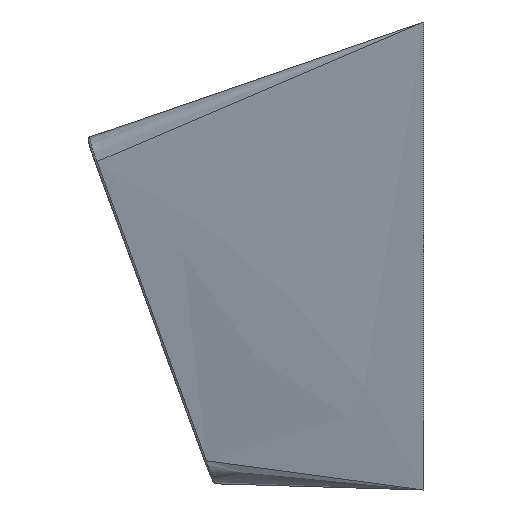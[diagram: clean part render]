
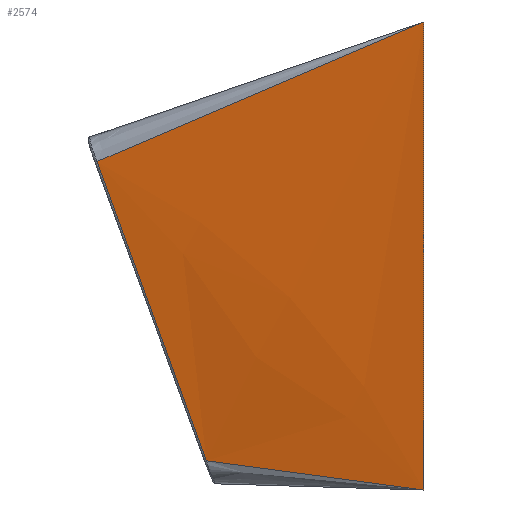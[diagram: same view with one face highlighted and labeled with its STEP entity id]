
A CAD part, left-side view. The second image highlights one B-rep face of the part: STEP entity #2574.
In plain terms, the highlighted free-form (B-spline) face has degree [3, 1] with [6, 2] control points.
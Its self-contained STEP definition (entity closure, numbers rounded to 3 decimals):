
#5 = VERTEX_POINT ( 'NONE', #861 ) ;
#118 = CARTESIAN_POINT ( 'NONE',  ( 0.973, 4.77, 15.99 ) ) ;
#233 = CARTESIAN_POINT ( 'NONE',  ( 2.633, 12.574, 12.628 ) ) ;
#280 = CARTESIAN_POINT ( 'NONE',  ( 0., 0., 6. ) ) ;
#301 = CARTESIAN_POINT ( 'NONE',  ( 0., 0., 12. ) ) ;
#360 = EDGE_CURVE ( 'NONE', #2397, #1317, #1255, .T. ) ;
#365 = CARTESIAN_POINT ( 'NONE',  ( 2.626, 8.366, 1.124 ) ) ;
#377 = ORIENTED_EDGE ( 'NONE', *, *, #2030, .T. ) ;
#495 = EDGE_CURVE ( 'NONE', #611, #2397, #987, .T. ) ;
#515 = CARTESIAN_POINT ( 'NONE',  ( 0., 0., 0. ) ) ;
#553 = CARTESIAN_POINT ( 'NONE',  ( 2.65, 8.12, 0.241 ) ) ;
#611 = VERTEX_POINT ( 'NONE', #2423 ) ;
#630 = CARTESIAN_POINT ( 'NONE',  ( 1.842, 5.748, 0.813 ) ) ;
#653 = CARTESIAN_POINT ( 'NONE',  ( 0., 0., 18. ) ) ;
#683 = CARTESIAN_POINT ( 'NONE',  ( 2.627, 9.066, 3.042 ) ) ;
#741 = CARTESIAN_POINT ( 'NONE',  ( 0., 0., 15. ) ) ;
#750 = ORIENTED_EDGE ( 'NONE', *, *, #495, .T. ) ;
#858 = DIRECTION ( 'NONE',  ( 0., 0., -1. ) ) ;
#859 = CARTESIAN_POINT ( 'NONE',  ( 0., 0., 0. ) ) ;
#861 = CARTESIAN_POINT ( 'NONE',  ( 0., 0., 18. ) ) ;
#874 = LINE ( 'NONE', #653, #2322 ) ;
#987 = B_SPLINE_CURVE_WITH_KNOTS ( 'NONE', 3,
 ( #233, #1926, #2160, #2131, #2403, #683, #2623 ),
 .UNSPECIFIED., .F., .F.,
 ( 4, 3, 4 ),
 ( 0., 0.006, 0.012 ),
 .UNSPECIFIED. ) ;
#1223 = CARTESIAN_POINT ( 'NONE',  ( 0., 0., 18. ) ) ;
#1255 = B_SPLINE_CURVE_WITH_KNOTS ( 'NONE', 3,
 ( #365, #630, #3023, #859 ),
 .UNSPECIFIED., .F., .F.,
 ( 4, 4 ),
 ( 0.01, 1. ),
 .UNSPECIFIED. ) ;
#1317 = VERTEX_POINT ( 'NONE', #1693 ) ;
#1341 = ORIENTED_EDGE ( 'NONE', *, *, #2054, .F. ) ;
#1370 = CARTESIAN_POINT ( 'NONE',  ( 1.85, 8.962, 14.198 ) ) ;
#1407 = B_SPLINE_CURVE_WITH_KNOTS ( 'NONE', 3,
 ( #1564, #118, #1370, #2305 ),
 .UNSPECIFIED., .F., .F.,
 ( 4, 4 ),
 ( 0., 0.993 ),
 .UNSPECIFIED. ) ;
#1544 = B_SPLINE_SURFACE_WITH_KNOTS ( 'NONE', 3, 1, ( 
 ( #515, #553 ),
 ( #2206, #2454 ),
 ( #280, #2698 ),
 ( #301, #1993 ),
 ( #741, #2433 ),
 ( #1223, #2911 ) ),
 .UNSPECIFIED., .F., .F., .F.,
 ( 4, 2, 4 ),
 ( 2, 2 ),
 ( 0., 0.5, 1. ),
 ( 0., 1. ),
 .UNSPECIFIED. ) ;
#1564 = CARTESIAN_POINT ( 'NONE',  ( 0., 0., 18. ) ) ;
#1567 = EDGE_LOOP ( 'NONE', ( #377, #750, #1682, #1341 ) ) ;
#1682 = ORIENTED_EDGE ( 'NONE', *, *, #360, .T. ) ;
#1693 = CARTESIAN_POINT ( 'NONE',  ( 0., 0., 0. ) ) ;
#1778 = CARTESIAN_POINT ( 'NONE',  ( 2.626, 8.366, 1.124 ) ) ;
#1926 = CARTESIAN_POINT ( 'NONE',  ( 2.632, 11.872, 10.711 ) ) ;
#1993 = CARTESIAN_POINT ( 'NONE',  ( 2.65, 11.369, 9.097 ) ) ;
#2030 = EDGE_CURVE ( 'NONE', #5, #611, #1407, .T. ) ;
#2054 = EDGE_CURVE ( 'NONE', #5, #1317, #874, .T. ) ;
#2131 = CARTESIAN_POINT ( 'NONE',  ( 2.63, 10.469, 6.876 ) ) ;
#2160 = CARTESIAN_POINT ( 'NONE',  ( 2.631, 11.17, 8.794 ) ) ;
#2206 = CARTESIAN_POINT ( 'NONE',  ( 0., 0., 3. ) ) ;
#2305 = CARTESIAN_POINT ( 'NONE',  ( 2.633, 12.574, 12.628 ) ) ;
#2322 = VECTOR ( 'NONE', #858, 1000. ) ;
#2397 = VERTEX_POINT ( 'NONE', #1778 ) ;
#2403 = CARTESIAN_POINT ( 'NONE',  ( 2.629, 9.767, 4.959 ) ) ;
#2423 = CARTESIAN_POINT ( 'NONE',  ( 2.633, 12.574, 12.628 ) ) ;
#2433 = CARTESIAN_POINT ( 'NONE',  ( 2.65, 12.182, 11.312 ) ) ;
#2454 = CARTESIAN_POINT ( 'NONE',  ( 2.65, 8.932, 2.455 ) ) ;
#2574 = ADVANCED_FACE ( 'NONE', ( #2589 ), #1544, .T. ) ;
#2589 = FACE_OUTER_BOUND ( 'NONE', #1567, .T. ) ;
#2623 = CARTESIAN_POINT ( 'NONE',  ( 2.626, 8.366, 1.124 ) ) ;
#2698 = CARTESIAN_POINT ( 'NONE',  ( 2.65, 9.745, 4.669 ) ) ;
#2911 = CARTESIAN_POINT ( 'NONE',  ( 2.65, 12.994, 13.526 ) ) ;
#3023 = CARTESIAN_POINT ( 'NONE',  ( 0.966, 2.961, 0.436 ) ) ;
